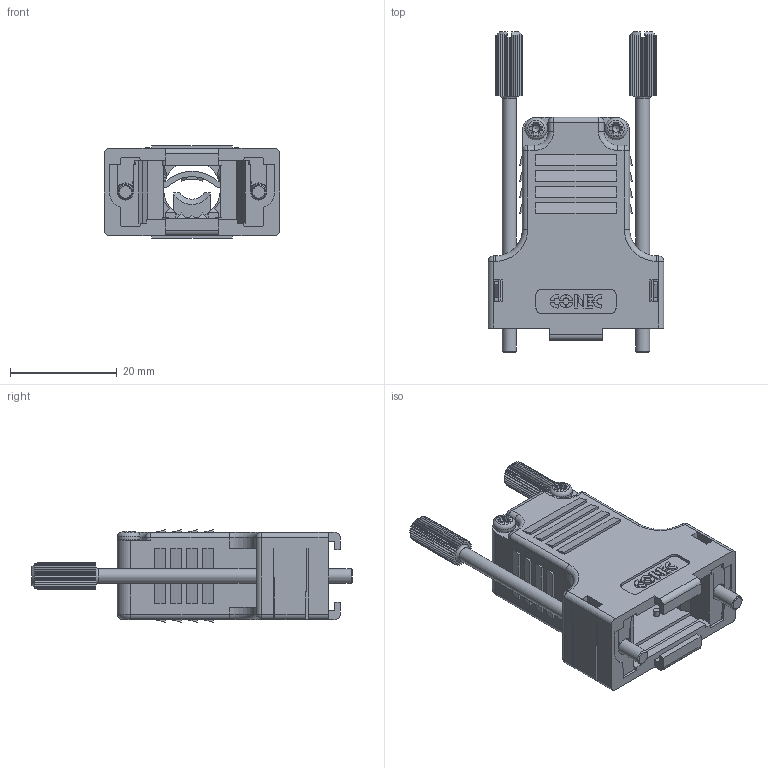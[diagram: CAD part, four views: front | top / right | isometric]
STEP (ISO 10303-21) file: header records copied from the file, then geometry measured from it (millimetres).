
FILE_DESCRIPTION(/* description */ (''),/* implementation_level */ '2;1');
FILE_NAME(/* name */ '165X03309A_16K1A993.stp',/* time_stamp */ '2015-11-30T11:44:46+01:00',/* author */ ('bodostrakerjahn'),/* organization */ (''),/* preprocessor_version */ 'ST-DEVELOPER v15.6',/* originating_system */ 'Autodesk Inventor 2015',/* authorisation */ '');
FILE_SCHEMA (('AUTOMOTIVE_DESIGN { 1 0 10303 214 3 1 1 }'));
Products named in the file (1): 165X03309A_16K1A993
Bounding box: 32.9 x 60 x 17.37 mm (x, y, z)
Volume: 8438.7 mm3; surface area: 10860.7 mm2
Topology: 1 solids, 19 shells, 1159 faces, 3279 edges, 2117 vertices
Faces by surface type: plane 764, cylinder 268, bspline 52, cone 34, torus 29, sphere 12
Full cylindrical faces by diameter (mm): 1.2 x8, 1.4 x4, 1.55 x21, 1.7 x2, 2.4 x4, 2.7 x6, 3.1 x2, 4 x2, 4.2 x4
Entity records: 48333 total; most frequent: CARTESIAN_POINT 19879, ORIENTED_EDGE 6218, DIRECTION 5386, EDGE_CURVE 3109, VERTEX_POINT 2049, LINE 1994, VECTOR 1994, AXIS2_PLACEMENT_3D 1696
